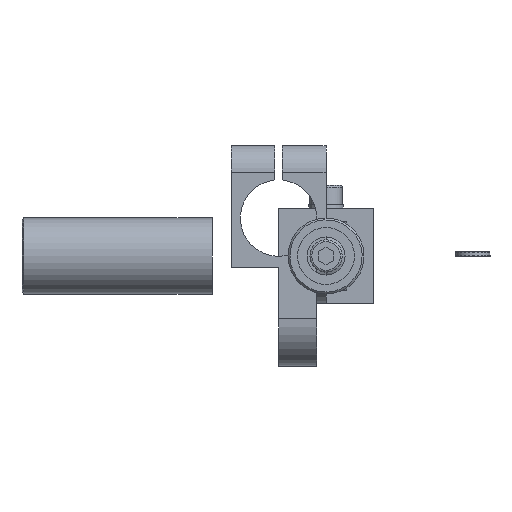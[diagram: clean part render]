
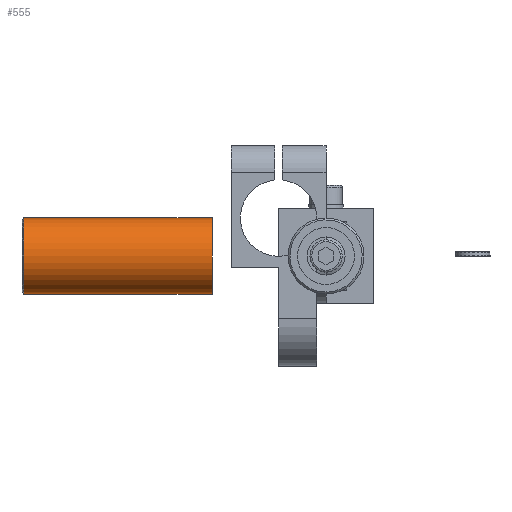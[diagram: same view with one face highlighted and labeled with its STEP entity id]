
A CAD part, left-side view. The second image highlights one B-rep face of the part: STEP entity #555.
In plain terms, the highlighted cylindrical face has radius 10 mm (diameter 20 mm), a full revolution.
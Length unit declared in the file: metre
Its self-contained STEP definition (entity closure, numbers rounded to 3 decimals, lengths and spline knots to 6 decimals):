
#555 = ADVANCED_FACE( '', ( #1184, #1185 ), #1186, .T. );
#1184 = FACE_OUTER_BOUND( '', #1774, .T. );
#1185 = FACE_OUTER_BOUND( '', #1775, .T. );
#1186 = CYLINDRICAL_SURFACE( '', #1776, 0.01 );
#1774 = EDGE_LOOP( '', ( #3976 ) );
#1775 = EDGE_LOOP( '', ( #3977 ) );
#1776 = AXIS2_PLACEMENT_3D( '', #3978, #3979, #3980 );
#3976 = ORIENTED_EDGE( '', *, *, #4738, .T. );
#3977 = ORIENTED_EDGE( '', *, *, #4736, .F. );
#3978 = CARTESIAN_POINT( '', ( 0., -0.06, 0. ) );
#3979 = DIRECTION( '', ( 0., 1., 0. ) );
#3980 = DIRECTION( '', ( 0., 0., -1. ) );
#4736 = EDGE_CURVE( '', #5946, #5946, #5947, .T. );
#4738 = EDGE_CURVE( '', #5950, #5950, #5951, .F. );
#5946 = VERTEX_POINT( '', #7572 );
#5947 = CIRCLE( '', #7573, 0.01 );
#5950 = VERTEX_POINT( '', #7576 );
#5951 = CIRCLE( '', #7577, 0.01 );
#7572 = CARTESIAN_POINT( '', ( 0., 0.03, -0.01 ) );
#7573 = AXIS2_PLACEMENT_3D( '', #8744, #8745, #8746 );
#7576 = CARTESIAN_POINT( '', ( 0., 0.0795, 0.01 ) );
#7577 = AXIS2_PLACEMENT_3D( '', #8750, #8751, #8752 );
#8744 = CARTESIAN_POINT( '', ( 0., 0.03, 0. ) );
#8745 = DIRECTION( '', ( 0., -1., 0. ) );
#8746 = DIRECTION( '', ( 0., 0., -1. ) );
#8750 = CARTESIAN_POINT( '', ( 0., 0.0795, 0. ) );
#8751 = DIRECTION( '', ( 0., 1., 0. ) );
#8752 = DIRECTION( '', ( 0., 0., 1. ) );
